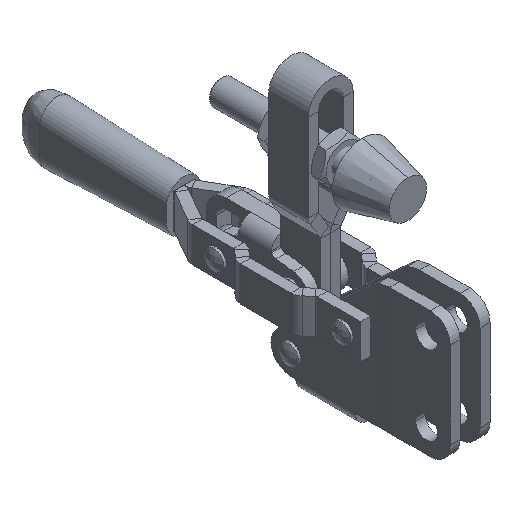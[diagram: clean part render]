
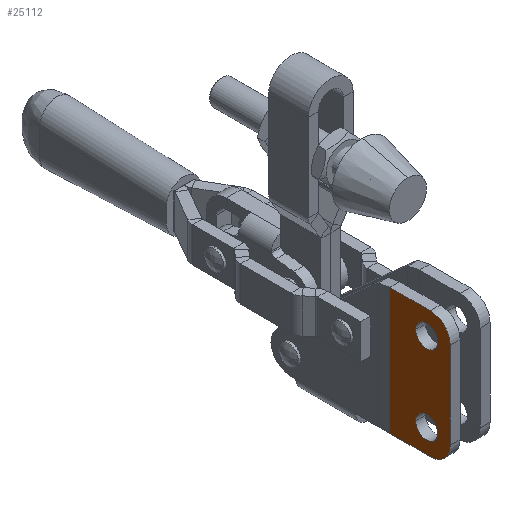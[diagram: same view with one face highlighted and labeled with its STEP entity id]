
A CAD part, isometric view. The second image highlights one B-rep face of the part: STEP entity #25112.
In plain terms, the highlighted planar face has unit normal (-1, 0, 0).
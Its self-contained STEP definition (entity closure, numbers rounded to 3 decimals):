
#53 = VERTEX_POINT ( 'NONE', #20267 ) ;
#59 = VERTEX_POINT ( 'NONE', #20273 ) ;
#61 = VERTEX_POINT ( 'NONE', #20275 ) ;
#62 = VERTEX_POINT ( 'NONE', #20276 ) ;
#67 = VERTEX_POINT ( 'NONE', #20281 ) ;
#69 = VERTEX_POINT ( 'NONE', #20283 ) ;
#2509 = EDGE_CURVE ( 'NONE', #7329, #7330, #11218, .T. ) ;
#2518 = EDGE_CURVE ( 'NONE', #7333, #7334, #11246, .T. ) ;
#3789 = CARTESIAN_POINT ( 'NONE',  ( -4., -1.356, 25.4 ) ) ;
#3799 = CARTESIAN_POINT ( 'NONE',  ( -4., -10.006, 0. ) ) ;
#3800 = DIRECTION ( 'NONE',  ( 0., -1., 0. ) ) ;
#3801 = DIRECTION ( 'NONE',  ( 0., 1., 0. ) ) ;
#3805 = CARTESIAN_POINT ( 'NONE',  ( -4., -9.256, 20.65 ) ) ;
#3806 = DIRECTION ( 'NONE',  ( -1., 0., 0. ) ) ;
#3807 = DIRECTION ( 'NONE',  ( 0., -1., 0. ) ) ;
#3813 = CARTESIAN_POINT ( 'NONE',  ( -4., -9.256, 4.75 ) ) ;
#3814 = DIRECTION ( 'NONE',  ( -1., 0., 0. ) ) ;
#3815 = DIRECTION ( 'NONE',  ( 0., -1., 0. ) ) ;
#3825 = CARTESIAN_POINT ( 'NONE',  ( -4., -10.006, 21.4 ) ) ;
#3826 = DIRECTION ( 'NONE',  ( -1., 0., 0. ) ) ;
#3827 = DIRECTION ( 'NONE',  ( 0., 1., 0. ) ) ;
#3830 = CARTESIAN_POINT ( 'NONE',  ( -4., -14.006, 21.4 ) ) ;
#3831 = DIRECTION ( 'NONE',  ( 0., 0., 1. ) ) ;
#3835 = CARTESIAN_POINT ( 'NONE',  ( -4., -1.856, 0. ) ) ;
#3836 = DIRECTION ( 'NONE',  ( 0., 0., 1. ) ) ;
#3842 = CARTESIAN_POINT ( 'NONE',  ( -4., -10.006, 4. ) ) ;
#3843 = DIRECTION ( 'NONE',  ( -1., 0., 0. ) ) ;
#3844 = DIRECTION ( 'NONE',  ( 0., 1., 0. ) ) ;
#4506 = FACE_BOUND ( 'NONE', #10814, .T. ) ;
#4510 = FACE_OUTER_BOUND ( 'NONE', #10946, .T. ) ;
#4512 = FACE_BOUND ( 'NONE', #10932, .T. ) ;
#7329 = VERTEX_POINT ( 'NONE', #9807 ) ;
#7330 = VERTEX_POINT ( 'NONE', #9808 ) ;
#7333 = VERTEX_POINT ( 'NONE', #9811 ) ;
#7334 = VERTEX_POINT ( 'NONE', #9812 ) ;
#8749 = ORIENTED_EDGE ( 'NONE', *, *, #12027, .F. ) ;
#8750 = ORIENTED_EDGE ( 'NONE', *, *, #2509, .F. ) ;
#8751 = ORIENTED_EDGE ( 'NONE', *, *, #12031, .F. ) ;
#8752 = ORIENTED_EDGE ( 'NONE', *, *, #2518, .F. ) ;
#8753 = ORIENTED_EDGE ( 'NONE', *, *, #12020, .T. ) ;
#8754 = ORIENTED_EDGE ( 'NONE', *, *, #12057, .F. ) ;
#8755 = ORIENTED_EDGE ( 'NONE', *, *, #12018, .T. ) ;
#8756 = ORIENTED_EDGE ( 'NONE', *, *, #12055, .T. ) ;
#8757 = ORIENTED_EDGE ( 'NONE', *, *, #12046, .T. ) ;
#8758 = ORIENTED_EDGE ( 'NONE', *, *, #12040, .T. ) ;
#9572 = CARTESIAN_POINT ( 'NONE',  ( -4., -9.256, 20.65 ) ) ;
#9573 = DIRECTION ( 'NONE',  ( -1., 0., 0. ) ) ;
#9574 = DIRECTION ( 'NONE',  ( 0., -1., 0. ) ) ;
#9600 = CARTESIAN_POINT ( 'NONE',  ( -4., -9.256, 4.75 ) ) ;
#9601 = DIRECTION ( 'NONE',  ( -1., 0., 0. ) ) ;
#9602 = DIRECTION ( 'NONE',  ( 0., -1., 0. ) ) ;
#9807 = CARTESIAN_POINT ( 'NONE',  ( -4., -7.056, 20.65 ) ) ;
#9808 = CARTESIAN_POINT ( 'NONE',  ( -4., -11.456, 20.65 ) ) ;
#9811 = CARTESIAN_POINT ( 'NONE',  ( -4., -7.056, 4.75 ) ) ;
#9812 = CARTESIAN_POINT ( 'NONE',  ( -4., -11.456, 4.75 ) ) ;
#10814 = EDGE_LOOP ( 'NONE', ( #8749, #8750 ) ) ;
#10932 = EDGE_LOOP ( 'NONE', ( #8751, #8752 ) ) ;
#10946 = EDGE_LOOP ( 'NONE', ( #8753, #8754, #8755, #8756, #8757, #8758 ) ) ;
#11218 = CIRCLE ( 'NONE', #27208, 2.2 ) ;
#11246 = CIRCLE ( 'NONE', #27210, 2.2 ) ;
#11865 = LINE ( 'NONE', #3789, #11878 ) ;
#11869 = LINE ( 'NONE', #3799, #11874 ) ;
#11874 = VECTOR ( 'NONE', #3800, 1000. ) ;
#11878 = VECTOR ( 'NONE', #3801, 1000. ) ;
#11880 = CIRCLE ( 'NONE', #27237, 2.2 ) ;
#11889 = CIRCLE ( 'NONE', #27239, 2.2 ) ;
#11899 = CIRCLE ( 'NONE', #27242, 4. ) ;
#11906 = LINE ( 'NONE', #3830, #11912 ) ;
#11912 = VECTOR ( 'NONE', #3831, 1000. ) ;
#11919 = CIRCLE ( 'NONE', #27244, 4. ) ;
#11923 = LINE ( 'NONE', #3835, #11927 ) ;
#11927 = VECTOR ( 'NONE', #3836, 1000. ) ;
#12018 = EDGE_CURVE ( 'NONE', #61, #62, #11869, .T. ) ;
#12020 = EDGE_CURVE ( 'NONE', #69, #59, #11865, .T. ) ;
#12027 = EDGE_CURVE ( 'NONE', #7330, #7329, #11880, .T. ) ;
#12031 = EDGE_CURVE ( 'NONE', #7334, #7333, #11889, .T. ) ;
#12040 = EDGE_CURVE ( 'NONE', #67, #69, #11899, .T. ) ;
#12046 = EDGE_CURVE ( 'NONE', #53, #67, #11906, .T. ) ;
#12055 = EDGE_CURVE ( 'NONE', #62, #53, #11919, .T. ) ;
#12057 = EDGE_CURVE ( 'NONE', #61, #59, #11923, .T. ) ;
#13254 = AXIS2_PLACEMENT_3D ( 'NONE', #14742, #14735, #14746 ) ;
#14735 = DIRECTION ( 'NONE',  ( -1., 0., 0. ) ) ;
#14742 = CARTESIAN_POINT ( 'NONE',  ( -4., -10.006, 21.4 ) ) ;
#14744 = PLANE ( 'NONE',  #13254 ) ;
#14746 = DIRECTION ( 'NONE',  ( 0., 1., 0. ) ) ;
#20267 = CARTESIAN_POINT ( 'NONE',  ( -4., -14.006, 4. ) ) ;
#20273 = CARTESIAN_POINT ( 'NONE',  ( -4., -1.856, 25.4 ) ) ;
#20275 = CARTESIAN_POINT ( 'NONE',  ( -4., -1.856, 0. ) ) ;
#20276 = CARTESIAN_POINT ( 'NONE',  ( -4., -10.006, 0. ) ) ;
#20281 = CARTESIAN_POINT ( 'NONE',  ( -4., -14.006, 21.4 ) ) ;
#20283 = CARTESIAN_POINT ( 'NONE',  ( -4., -10.006, 25.4 ) ) ;
#25112 = ADVANCED_FACE ( 'NONE', ( #4506, #4512, #4510 ), #14744, .T. ) ;
#27208 = AXIS2_PLACEMENT_3D ( 'NONE', #9572, #9573, #9574 ) ;
#27210 = AXIS2_PLACEMENT_3D ( 'NONE', #9600, #9601, #9602 ) ;
#27237 = AXIS2_PLACEMENT_3D ( 'NONE', #3805, #3806, #3807 ) ;
#27239 = AXIS2_PLACEMENT_3D ( 'NONE', #3813, #3814, #3815 ) ;
#27242 = AXIS2_PLACEMENT_3D ( 'NONE', #3825, #3826, #3827 ) ;
#27244 = AXIS2_PLACEMENT_3D ( 'NONE', #3842, #3843, #3844 ) ;
